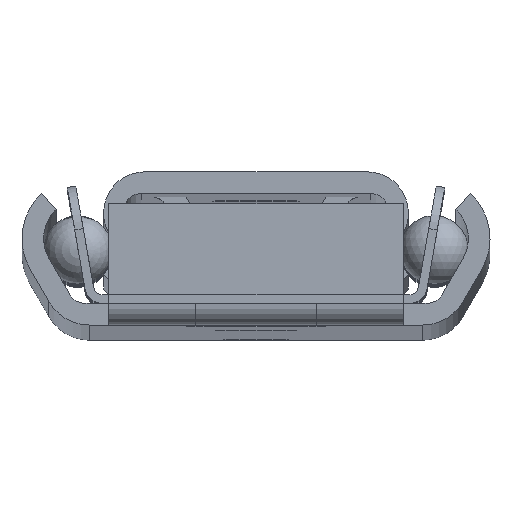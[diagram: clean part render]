
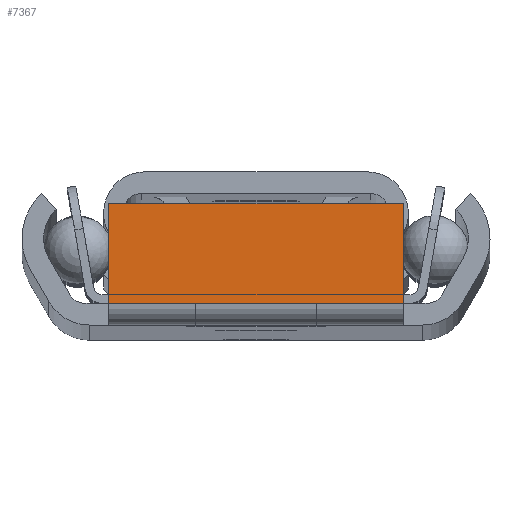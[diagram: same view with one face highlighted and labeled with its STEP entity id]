
A CAD part, top view. The second image highlights one B-rep face of the part: STEP entity #7367.
In plain terms, the highlighted face is planar.
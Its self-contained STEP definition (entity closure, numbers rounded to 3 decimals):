
#1057=FACE_OUTER_BOUND('',#1513,.T.);
#1513=EDGE_LOOP('',(#6559,#6560,#6561,#6562));
#2196=LINE('',#12232,#2911);
#2198=LINE('',#12237,#2913);
#2200=LINE('',#12241,#2915);
#2201=LINE('',#12242,#2916);
#2911=VECTOR('',#10017,5.75);
#2913=VECTOR('',#10021,17.);
#2915=VECTOR('',#10025,5.75);
#2916=VECTOR('',#10026,17.);
#3634=VERTEX_POINT('',#12224);
#3637=VERTEX_POINT('',#12230);
#3639=VERTEX_POINT('',#12235);
#3640=VERTEX_POINT('',#12240);
#4630=EDGE_CURVE('',#3634,#3637,#2196,.T.);
#4632=EDGE_CURVE('',#3637,#3639,#2198,.T.);
#4634=EDGE_CURVE('',#3639,#3640,#2200,.T.);
#4635=EDGE_CURVE('',#3634,#3640,#2201,.T.);
#6559=ORIENTED_EDGE('',*,*,#4634,.T.);
#6560=ORIENTED_EDGE('',*,*,#4635,.F.);
#6561=ORIENTED_EDGE('',*,*,#4630,.T.);
#6562=ORIENTED_EDGE('',*,*,#4632,.T.);
#7020=PLANE('',#8047);
#7367=ADVANCED_FACE('',(#1057),#7020,.T.);
#8047=AXIS2_PLACEMENT_3D('',#12239,#10023,#10024);
#10017=DIRECTION('',(0.,1.,0.));
#10021=DIRECTION('',(1.,0.,0.));
#10023=DIRECTION('center_axis',(0.,0.,-1.));
#10024=DIRECTION('ref_axis',(-1.,0.,0.));
#10025=DIRECTION('',(0.,-1.,0.));
#10026=DIRECTION('',(1.,0.,0.));
#12224=CARTESIAN_POINT('',(-8.5,1.25,-499.25));
#12230=CARTESIAN_POINT('',(-8.5,7.,-499.25));
#12232=CARTESIAN_POINT('',(-8.5,1.25,-499.25));
#12235=CARTESIAN_POINT('',(8.5,7.,-499.25));
#12237=CARTESIAN_POINT('',(0.,7.,-499.25));
#12239=CARTESIAN_POINT('Origin',(0.,7.,-499.25));
#12240=CARTESIAN_POINT('',(8.5,1.25,-499.25));
#12241=CARTESIAN_POINT('',(8.5,1.25,-499.25));
#12242=CARTESIAN_POINT('',(0.,1.25,-499.25));
